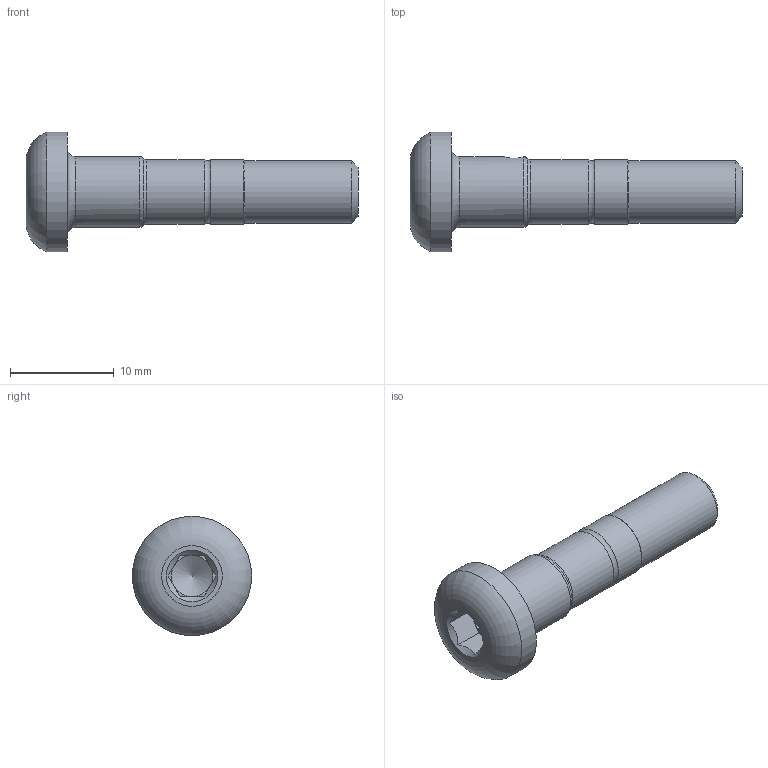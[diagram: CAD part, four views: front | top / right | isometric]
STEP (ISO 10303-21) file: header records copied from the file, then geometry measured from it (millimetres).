
FILE_DESCRIPTION (( 'STEP AP214' ), '1' );
FILE_NAME ('WCC.ER4.103.032.STEP', '2020-09-23T07:22:02', ( '' ), ( '' ), 'SwSTEP 2.0', 'SolidWorks 2017', '' );
FILE_SCHEMA (( 'AUTOMOTIVE_DESIGN' ));
Length unit declared in the file: millimetre
Products named in the file (1): WCC.ER4.103.032
Bounding box: 32 x 11.5 x 11.5 mm (x, y, z)
Volume: 1095.2 mm3; surface area: 1046.6 mm2
Topology: 1 solids, 1 shells, 35 faces, 80 edges, 47 vertices
Faces by surface type: plane 15, cylinder 9, cone 6, torus 5
Full cylindrical faces by diameter (mm): 2 x2, 4 x1, 6 x1, 6.2 x2, 6.8 x1, 11.5 x1
Entity records: 970 total; most frequent: CARTESIAN_POINT 264, DIRECTION 138, ORIENTED_EDGE 114, AXIS2_PLACEMENT_3D 60, EDGE_CURVE 57, EDGE_LOOP 53, FACE_OUTER_BOUND 47, VERTEX_POINT 42
